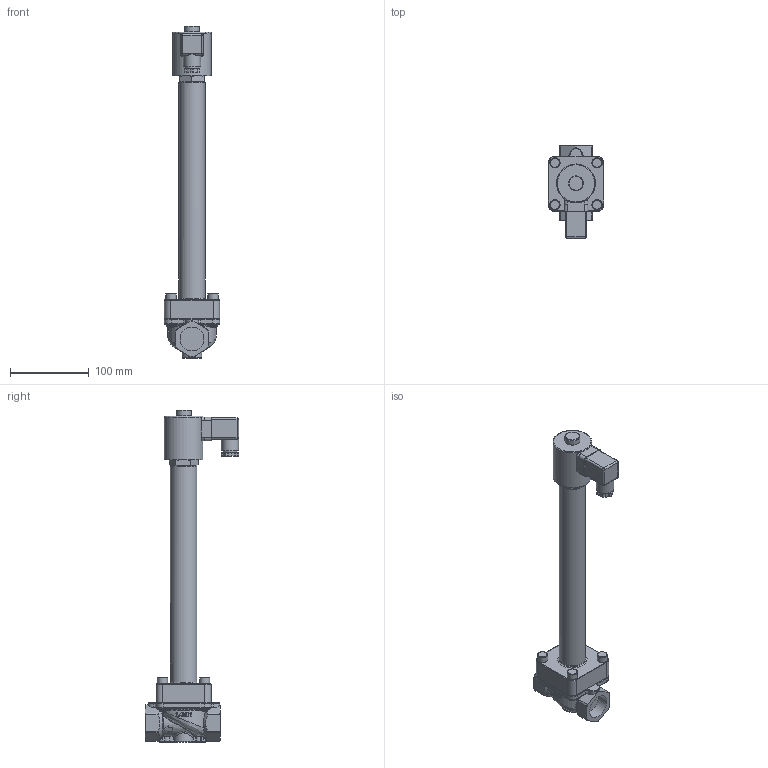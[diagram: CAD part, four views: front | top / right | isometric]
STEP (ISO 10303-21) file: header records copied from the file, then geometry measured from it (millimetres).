
FILE_DESCRIPTION(/* description */ ('3D-Modell'),/* implementation_level */ '2;1');
FILE_NAME(/* name */ '091.000085_A9125-0804-.802.stp',/* time_stamp */ '2023-10-10T07:13:15+02:00',/* author */ ('CBeuthner'),/* organization */ (''),/* preprocessor_version */ 'ST-DEVELOPER v16.1',/* originating_system */ 'Autodesk Inventor 2016',/* authorisation */ '');
FILE_SCHEMA (('CONFIG_CONTROL_DESIGN'));
Length unit declared in the file: millimetre
Products named in the file (1): 88-006107
Bounding box: 70 x 118.3 x 421.6 mm (x, y, z)
Volume: 682474.4 mm3; surface area: 86990.6 mm2
Topology: 1 solids, 2 shells, 580 faces, 1436 edges, 866 vertices
Faces by surface type: plane 165, bspline 163, cylinder 139, torus 69, cone 40, sphere 4
Full cylindrical faces by diameter (mm): 8 x8, 13 x4, 17 x1, 19 x1, 22 x1, 30.291 x2, 33.4 x2, 49.2 x1
Entity records: 31868 total; most frequent: CARTESIAN_POINT 18868, ORIENTED_EDGE 2754, DIRECTION 2253, EDGE_CURVE 1375, AXIS2_PLACEMENT_3D 921, VERTEX_POINT 857, EDGE_LOOP 648, FACE_OUTER_BOUND 580
